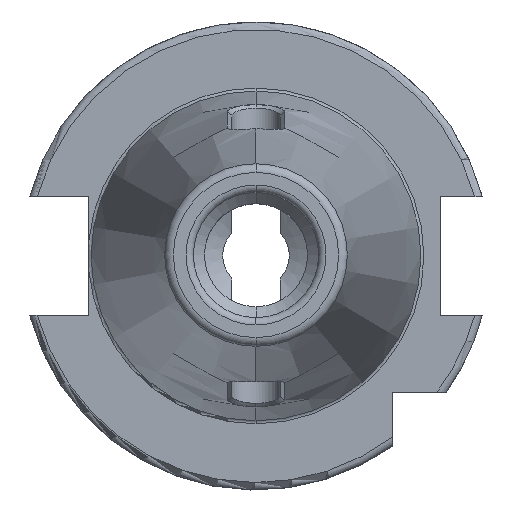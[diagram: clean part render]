
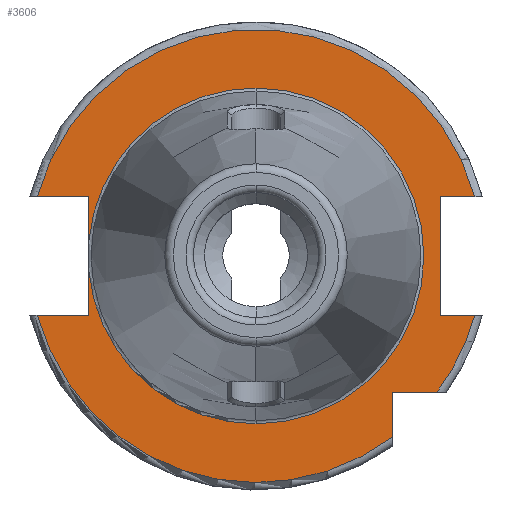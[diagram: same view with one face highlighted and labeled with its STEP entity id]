
A CAD part, top view. The second image highlights one B-rep face of the part: STEP entity #3606.
In plain terms, the highlighted planar face has unit normal (0, 0, 1).
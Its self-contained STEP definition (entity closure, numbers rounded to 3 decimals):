
#1232=CARTESIAN_POINT('',(0,0,15.9));
#1233=DIRECTION('',(0,0,1));
#1234=DIRECTION('',(0.965,0.262,0));
#1235=AXIS2_PLACEMENT_3D('',#1232,#1233,#1234);
#1283=CARTESIAN_POINT('',(0,0,15.9));
#1284=DIRECTION('',(0,0,1));
#1285=DIRECTION('',(-0.965,-0.262,0));
#1286=AXIS2_PLACEMENT_3D('',#1283,#1284,#1285);
#1299=DIRECTION('',(1,0,0));
#1300=VECTOR('',#1299,7.004);
#1301=CARTESIAN_POINT('',(-29.704,-8.05,15.9));
#1302=LINE('',#1301,#1300);
#1303=DIRECTION('',(0,1,0));
#1304=VECTOR('',#1303,5.917);
#1305=CARTESIAN_POINT('',(-22.7,-8.05,15.9));
#1306=LINE('',#1305,#1304);
#1307=DIRECTION('',(0,1,0));
#1308=VECTOR('',#1307,5.917);
#1309=CARTESIAN_POINT('',(-22.7,2.133,15.9));
#1310=LINE('',#1309,#1308);
#1311=DIRECTION('',(1,0,0));
#1312=VECTOR('',#1311,7.004);
#1313=CARTESIAN_POINT('',(-29.704,8.05,15.9));
#1314=LINE('',#1313,#1312);
#1315=DIRECTION('',(-1,0,0));
#1316=VECTOR('',#1315,4.704);
#1317=CARTESIAN_POINT('',(29.704,8.05,15.9));
#1318=LINE('',#1317,#1316);
#1319=DIRECTION('',(0,-1,0));
#1320=VECTOR('',#1319,16.1);
#1321=CARTESIAN_POINT('',(25,8.05,15.9));
#1322=LINE('',#1321,#1320);
#1323=DIRECTION('',(-1,0,0));
#1324=VECTOR('',#1323,4.704);
#1325=CARTESIAN_POINT('',(29.704,-8.05,15.9));
#1326=LINE('',#1325,#1324);
#1327=CARTESIAN_POINT('',(0,0,15.9));
#1328=DIRECTION('',(0,0,1));
#1329=DIRECTION('',(0.799,-0.601,0));
#1330=AXIS2_PLACEMENT_3D('',#1327,#1328,#1329);
#1332=DIRECTION('',(-1,0,0));
#1333=VECTOR('',#1332,6.094);
#1334=CARTESIAN_POINT('',(24.594,-18.5,15.9));
#1335=LINE('',#1334,#1333);
#1336=DIRECTION('',(0,1,0));
#1337=VECTOR('',#1336,6.094);
#1338=CARTESIAN_POINT('',(18.5,-24.594,15.9));
#1339=LINE('',#1338,#1337);
#1350=CARTESIAN_POINT('',(0,0,15.9));
#1351=DIRECTION('',(0,0,1));
#1352=DIRECTION('',(0,1,0));
#1353=AXIS2_PLACEMENT_3D('',#1350,#1351,#1352);
#1365=CARTESIAN_POINT('',(0,0,15.9));
#1366=DIRECTION('',(0,0,1));
#1367=DIRECTION('',(-0.996,-0.094,0));
#1368=AXIS2_PLACEMENT_3D('',#1365,#1366,#1367);
#1370=CARTESIAN_POINT('',(0,0,15.9));
#1371=DIRECTION('',(0,0,-1));
#1372=DIRECTION('',(0,1,0));
#1373=AXIS2_PLACEMENT_3D('',#1370,#1371,#1372);
#1893=CARTESIAN_POINT('',(0,22.8,15.9));
#1895=VERTEX_POINT('',#1893);
#1915=CARTESIAN_POINT('',(0,-22.8,15.9));
#1917=VERTEX_POINT('',#1915);
#2063=CARTESIAN_POINT('',(-29.704,-8.05,15.9));
#2064=CARTESIAN_POINT('',(-22.7,-8.05,15.9));
#2065=VERTEX_POINT('',#2063);
#2066=VERTEX_POINT('',#2064);
#2067=CARTESIAN_POINT('',(-22.7,-2.133,15.9));
#2068=VERTEX_POINT('',#2067);
#2069=CARTESIAN_POINT('',(-22.7,2.133,15.9));
#2070=CARTESIAN_POINT('',(-22.7,8.05,15.9));
#2071=VERTEX_POINT('',#2069);
#2072=VERTEX_POINT('',#2070);
#2073=CARTESIAN_POINT('',(-29.704,8.05,15.9));
#2074=VERTEX_POINT('',#2073);
#2075=CARTESIAN_POINT('',(25,8.05,15.9));
#2076=CARTESIAN_POINT('',(25,-8.05,15.9));
#2077=VERTEX_POINT('',#2075);
#2078=VERTEX_POINT('',#2076);
#2079=CARTESIAN_POINT('',(29.704,-8.05,15.9));
#2080=VERTEX_POINT('',#2079);
#2081=CARTESIAN_POINT('',(29.704,8.05,15.9));
#2082=VERTEX_POINT('',#2081);
#2083=CARTESIAN_POINT('',(18.5,-24.594,15.9));
#2084=CARTESIAN_POINT('',(18.5,-18.5,15.9));
#2085=VERTEX_POINT('',#2083);
#2086=VERTEX_POINT('',#2084);
#2087=CARTESIAN_POINT('',(24.594,-18.5,15.9));
#2088=VERTEX_POINT('',#2087);
#3579=CARTESIAN_POINT('',(0,0,15.9));
#3580=DIRECTION('',(0,0,-1));
#3581=DIRECTION('',(0,-1,0));
#3582=AXIS2_PLACEMENT_3D('',#3579,#3580,#3581);
#3583=PLANE('',#3582);
#3584=ORIENTED_EDGE('',*,*,#2956,.T.);
#3585=ORIENTED_EDGE('',*,*,#2995,.T.);
#3587=ORIENTED_EDGE('',*,*,#3586,.T.);
#3589=ORIENTED_EDGE('',*,*,#3588,.F.);
#3591=ORIENTED_EDGE('',*,*,#3590,.T.);
#3592=ORIENTED_EDGE('',*,*,#2991,.T.);
#3593=ORIENTED_EDGE('',*,*,#3029,.F.);
#3594=ORIENTED_EDGE('',*,*,#3557,.F.);
#3596=ORIENTED_EDGE('',*,*,#3595,.T.);
#3598=ORIENTED_EDGE('',*,*,#3597,.T.);
#3599=ORIENTED_EDGE('',*,*,#3105,.F.);
#3600=ORIENTED_EDGE('',*,*,#3547,.F.);
#3601=ORIENTED_EDGE('',*,*,#3162,.T.);
#3602=ORIENTED_EDGE('',*,*,#3213,.F.);
#3603=ORIENTED_EDGE('',*,*,#3573,.F.);
#3604=EDGE_LOOP('',(#3584,#3585,#3587,#3589,#3591,#3592,#3593,#3594,#3596,#3598,
#3599,#3600,#3601,#3602,#3603));
#3605=FACE_OUTER_BOUND('',#3604,.F.);
#3606=ADVANCED_FACE('',(#3605),#3583,.F.);
#1236=CIRCLE('',#1235,30.775);
#1287=CIRCLE('',#1286,30.775);
#1331=CIRCLE('',#1330,30.775);
#1354=CIRCLE('',#1353,22.8);
#1369=CIRCLE('',#1368,22.8);
#1374=CIRCLE('',#1373,22.8);
#2956=EDGE_CURVE('',#2065,#2066,#1302,.T.);
#2991=EDGE_CURVE('',#2071,#2072,#1310,.T.);
#2995=EDGE_CURVE('',#2066,#2068,#1306,.T.);
#3029=EDGE_CURVE('',#2074,#2072,#1314,.T.);
#3105=EDGE_CURVE('',#2080,#2078,#1326,.T.);
#3162=EDGE_CURVE('',#2088,#2086,#1335,.T.);
#3213=EDGE_CURVE('',#2085,#2086,#1339,.T.);
#3547=EDGE_CURVE('',#2088,#2080,#1331,.T.);
#3557=EDGE_CURVE('',#2082,#2074,#1236,.T.);
#3573=EDGE_CURVE('',#2065,#2085,#1287,.T.);
#3586=EDGE_CURVE('',#2068,#1917,#1369,.T.);
#3588=EDGE_CURVE('',#1895,#1917,#1374,.T.);
#3590=EDGE_CURVE('',#1895,#2071,#1354,.T.);
#3595=EDGE_CURVE('',#2082,#2077,#1318,.T.);
#3597=EDGE_CURVE('',#2077,#2078,#1322,.T.);
